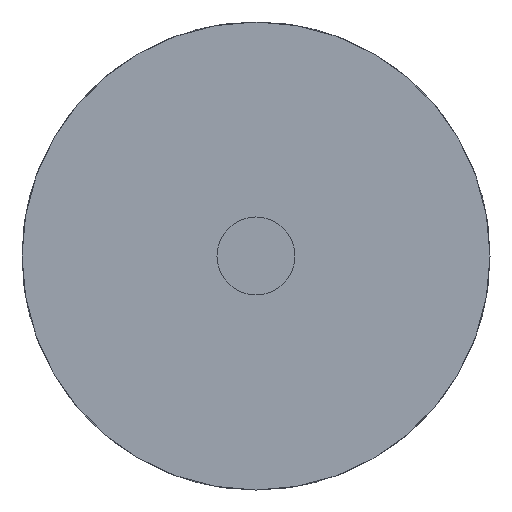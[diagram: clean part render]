
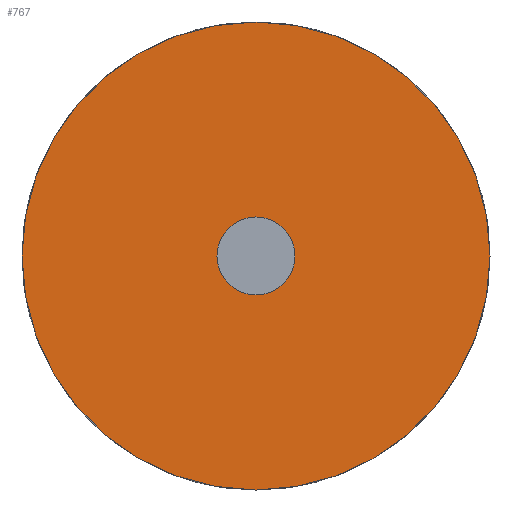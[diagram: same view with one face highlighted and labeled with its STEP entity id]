
A CAD part, front view. The second image highlights one B-rep face of the part: STEP entity #767.
In plain terms, the highlighted planar face has unit normal (0, -1, 0).
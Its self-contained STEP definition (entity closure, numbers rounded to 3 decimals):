
#15=FACE_BOUND('',#127,.T.);
#44=PLANE('',#872);
#85=FACE_OUTER_BOUND('',#126,.T.);
#126=EDGE_LOOP('',(#713));
#127=EDGE_LOOP('',(#714));
#268=CIRCLE('',#792,2.5);
#276=CIRCLE('',#805,15.);
#309=VERTEX_POINT('',#1111);
#317=VERTEX_POINT('',#1136);
#382=EDGE_CURVE('',#309,#309,#268,.T.);
#395=EDGE_CURVE('',#317,#317,#276,.T.);
#713=ORIENTED_EDGE('',*,*,#395,.F.);
#714=ORIENTED_EDGE('',*,*,#382,.T.);
#767=ADVANCED_FACE('',(#85,#15),#44,.F.);
#792=AXIS2_PLACEMENT_3D('',#1112,#877,#878);
#805=AXIS2_PLACEMENT_3D('',#1138,#908,#909);
#872=AXIS2_PLACEMENT_3D('',#1334,#1107,#1108);
#877=DIRECTION('center_axis',(0.,1.,0.));
#878=DIRECTION('ref_axis',(1.,0.,0.));
#908=DIRECTION('center_axis',(0.,1.,0.));
#909=DIRECTION('ref_axis',(-1.,0.,0.));
#1107=DIRECTION('center_axis',(0.,1.,0.));
#1108=DIRECTION('ref_axis',(0.,0.,1.));
#1111=CARTESIAN_POINT('',(-2.5,0.,0.));
#1112=CARTESIAN_POINT('Origin',(0.,0.,0.));
#1136=CARTESIAN_POINT('',(15.,0.,0.));
#1138=CARTESIAN_POINT('Origin',(0.,0.,0.));
#1334=CARTESIAN_POINT('Origin',(0.,0.,0.));
